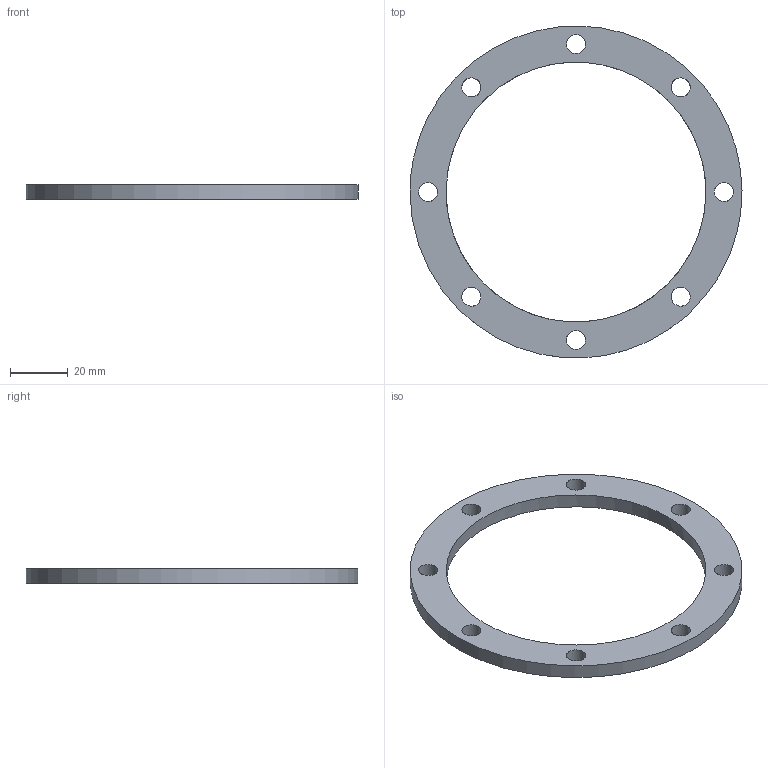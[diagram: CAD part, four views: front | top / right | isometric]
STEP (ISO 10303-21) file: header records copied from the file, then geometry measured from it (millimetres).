
FILE_DESCRIPTION(('FreeCAD Model'),'2;1');
FILE_NAME('Open CASCADE Shape Model','2025-07-22T18:09:06',('Author'),( ''),'Open CASCADE STEP processor 7.8','FreeCAD','Unknown');
FILE_SCHEMA(('AUTOMOTIVE_DESIGN { 1 0 10303 214 1 1 1 1 }'));
Length unit declared in the file: millimetre
Products named in the file (1): Aluminium_Flange
Bounding box: 115 x 114.94 x 5 mm (x, y, z)
Volume: 18779.7 mm3; surface area: 11561.5 mm2
Topology: 1 solids, 1 shells, 12 faces, 39 edges, 29 vertices
Faces by surface type: bspline 12
Entity records: 686 total; most frequent: CARTESIAN_POINT 427, ORIENTED_EDGE 78, EDGE_CURVE 39, FACE_BOUND 30, EDGE_LOOP 30, VERTEX_POINT 29, ADVANCED_FACE 12, B_SPLINE_CURVE_WITH_KNOTS 10
